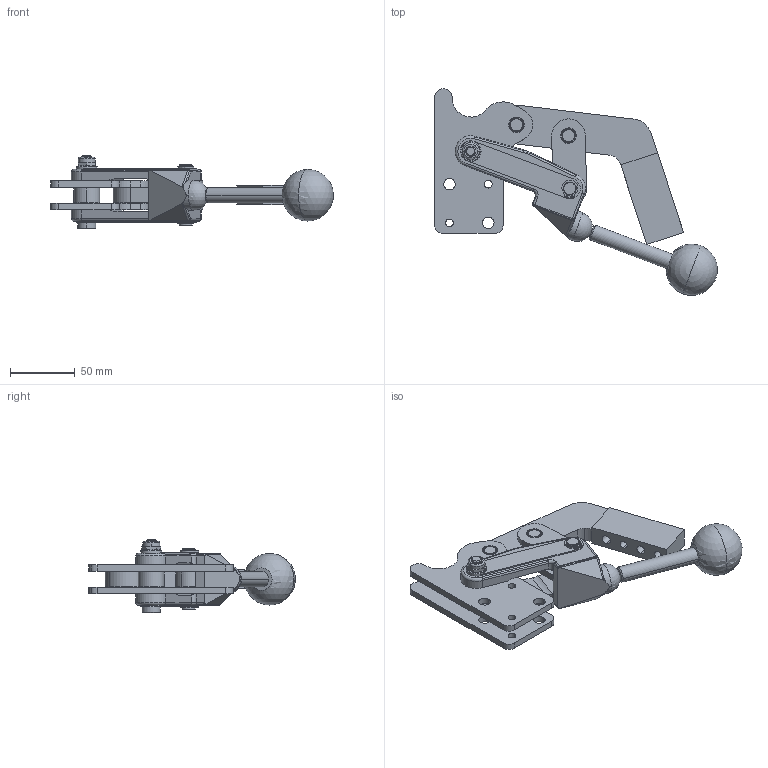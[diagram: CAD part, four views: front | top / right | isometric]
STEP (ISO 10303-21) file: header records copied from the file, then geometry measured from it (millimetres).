
FILE_DESCRIPTION((''),'2;1');
FILE_NAME('645-opened.stp','2005-09-28T19:05:23',('CAD'),(''),'Autodesk Inventor 8','Autodesk Inventor 8','');
FILE_SCHEMA(('AUTOMOTIVE_DESIGN { 1 0 10303 214 1 1 1 1 }'));
Length unit declared in the file: millimetre
Products named in the file (1): Part38
Bounding box: 218.98 x 160.14 x 57 mm (x, y, z)
Volume: 262015.4 mm3; surface area: 77306.2 mm2
Topology: 2 solids, 114 shells, 2067 faces, 6059 edges, 3987 vertices
Faces by surface type: plane 1414, cylinder 472, cone 122, bspline 40, torus 12, sphere 7
Entity records: 68476 total; most frequent: CARTESIAN_POINT 16222, ORIENTED_EDGE 12088, DIRECTION 10163, EDGE_CURVE 6044, VERTEX_POINT 3984, AXIS2_PLACEMENT_3D 3723, VECTOR 2717, LINE 2717
